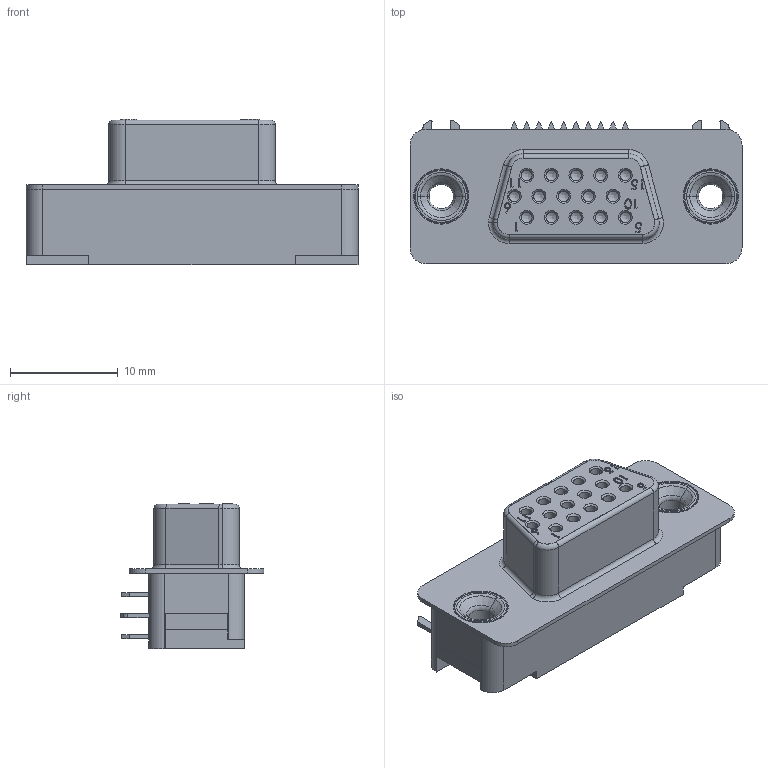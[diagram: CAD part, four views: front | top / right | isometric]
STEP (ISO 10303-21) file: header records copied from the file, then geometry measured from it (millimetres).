
FILE_DESCRIPTION (( 'STEP AP214' ), '1' );
FILE_NAME ('74EC1CBF-70CD-4496-A1FF-9269A35F2471.STEP', '2008-10-27T06:30:05', ( 'sysAdmin' ), ( 'SolidWorks' ), 'SwSTEP 2.0', 'SolidWorks 2009', '' );
FILE_SCHEMA (( 'AUTOMOTIVE_DESIGN' ));
Length unit declared in the file: millimetre
Products named in the file (1): 74EC1CBF-70CD-4496-A1FF-9269A35F2471
Bounding box: 30.8 x 13.34 x 13.47 mm (x, y, z)
Volume: 2451.2 mm3; surface area: 3234.5 mm2
Topology: 19 solids, 19 shells, 449 faces, 1066 edges, 680 vertices
Faces by surface type: plane 230, cylinder 93, bspline 49, cone 46, torus 31
Entity records: 17824 total; most frequent: CARTESIAN_POINT 6989, ORIENTED_EDGE 2132, DIRECTION 2027, EDGE_CURVE 1066, VECTOR 711, LINE 711, VERTEX_POINT 680, AXIS2_PLACEMENT_3D 658
